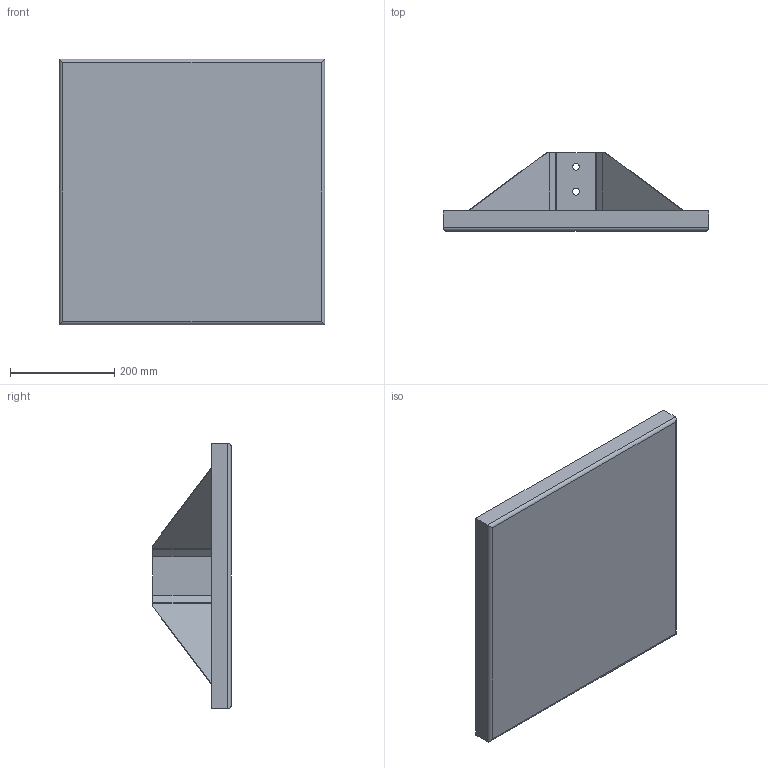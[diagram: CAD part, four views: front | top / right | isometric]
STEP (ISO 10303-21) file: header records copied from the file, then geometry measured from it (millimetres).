
FILE_DESCRIPTION((''),'2;1');
FILE_NAME('Model 16-H HDG-SS.stp','2012-11-21T13:42:29',('rdavis'),(''),'Autodesk Inventor 2013','Autodesk Inventor 2013','');
FILE_SCHEMA(('AUTOMOTIVE_DESIGN { 1 0 10303 214 1 1 1 1 }'));
Length unit declared in the file: inch
Products named in the file (5): Model 16-H HDG-SS; PAN; 16-H Base HDG; large brace_20_ Pan with 3x3 square tube; small brace_20_ pan with 3x3 square tube
Assembly tree (6 placements, depth 3):
  Model 16-H HDG-SS
    PAN
    16-H Base HDG
      large brace_20_ Pan with 3x3 square tube  x2
      small brace_20_ pan with 3x3 square tube  x2
Bounding box: 508 x 149.86 x 508 mm (x, y, z)
Volume: 1456098.2 mm3; surface area: 1005412.2 mm2
Topology: 5 solids, 5 shells, 193 faces, 410 edges, 228 vertices
Faces by surface type: plane 143, cylinder 50
Full cylindrical faces by diameter (mm): 8.128 x4, 13.208 x6
Entity records: 3017 total; most frequent: DIRECTION 504, CARTESIAN_POINT 463, ORIENTED_EDGE 440, EDGE_CURVE 220, VECTOR 170, LINE 170, AXIS2_PLACEMENT_3D 167, VERTEX_POINT 126
